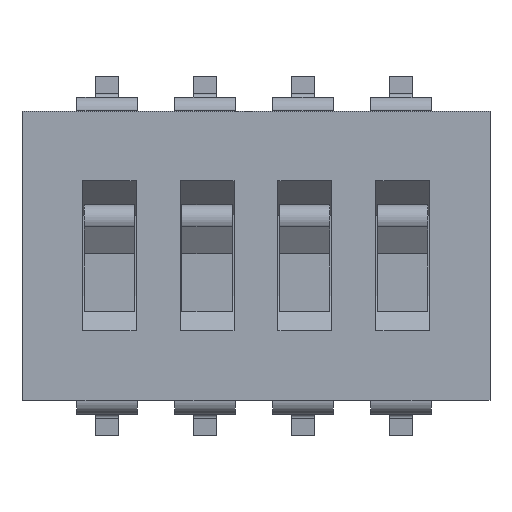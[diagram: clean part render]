
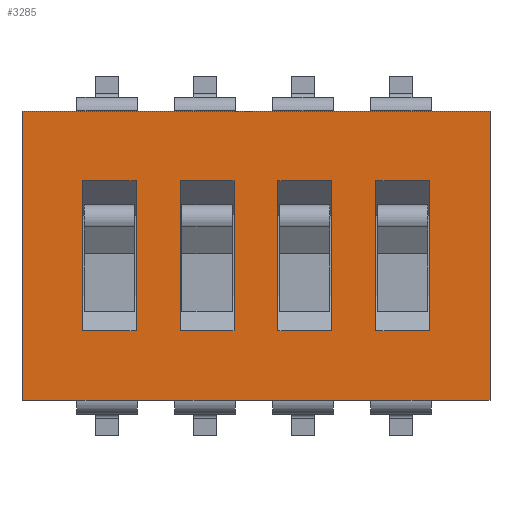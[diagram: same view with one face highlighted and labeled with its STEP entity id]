
A CAD part, top view. The second image highlights one B-rep face of the part: STEP entity #3285.
In plain terms, the highlighted planar face has unit normal (0, 0, 1).
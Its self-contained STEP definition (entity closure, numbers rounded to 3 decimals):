
#134=DIRECTION('',(0.,-1.,0.));
#135=VECTOR('',#134,7.5);
#136=CARTESIAN_POINT('',(-6.071,3.75,0.));
#137=LINE('',#136,#135);
#138=DIRECTION('',(-1.,0.,0.));
#139=VECTOR('',#138,12.141);
#140=CARTESIAN_POINT('',(6.071,3.75,0.));
#141=LINE('',#140,#139);
#142=DIRECTION('',(0.,1.,0.));
#143=VECTOR('',#142,7.5);
#144=CARTESIAN_POINT('',(6.071,-3.75,0.));
#145=LINE('',#144,#143);
#146=DIRECTION('',(1.,0.,0.));
#147=VECTOR('',#146,12.141);
#148=CARTESIAN_POINT('',(-6.071,-3.75,0.));
#149=LINE('',#148,#147);
#150=DIRECTION('',(1.,0.,0.));
#151=VECTOR('',#150,1.4);
#152=CARTESIAN_POINT('',(-4.511,1.95,0.));
#153=LINE('',#152,#151);
#154=DIRECTION('',(-1.,0.,0.));
#155=VECTOR('',#154,1.4);
#156=CARTESIAN_POINT('',(-3.111,-1.95,0.));
#157=LINE('',#156,#155);
#158=DIRECTION('',(1.,0.,0.));
#159=VECTOR('',#158,1.4);
#160=CARTESIAN_POINT('',(-1.971,1.95,0.));
#161=LINE('',#160,#159);
#162=DIRECTION('',(-1.,0.,0.));
#163=VECTOR('',#162,1.4);
#164=CARTESIAN_POINT('',(-0.571,-1.95,0.));
#165=LINE('',#164,#163);
#166=DIRECTION('',(1.,0.,0.));
#167=VECTOR('',#166,1.4);
#168=CARTESIAN_POINT('',(0.569,1.95,0.));
#169=LINE('',#168,#167);
#170=DIRECTION('',(-1.,0.,0.));
#171=VECTOR('',#170,1.4);
#172=CARTESIAN_POINT('',(1.969,-1.95,0.));
#173=LINE('',#172,#171);
#174=DIRECTION('',(1.,0.,0.));
#175=VECTOR('',#174,1.4);
#176=CARTESIAN_POINT('',(3.109,1.95,0.));
#177=LINE('',#176,#175);
#178=DIRECTION('',(-1.,0.,0.));
#179=VECTOR('',#178,1.4);
#180=CARTESIAN_POINT('',(4.509,-1.95,0.));
#181=LINE('',#180,#179);
#1886=DIRECTION('',(0.,-1.,0.));
#1887=VECTOR('',#1886,3.9);
#1888=CARTESIAN_POINT('',(-3.111,1.95,0.));
#1889=LINE('',#1888,#1887);
#1967=DIRECTION('',(0.,1.,0.));
#1968=VECTOR('',#1967,3.9);
#1969=CARTESIAN_POINT('',(-4.511,-1.95,0.));
#1970=LINE('',#1969,#1968);
#2032=DIRECTION('',(0.,1.,0.));
#2033=VECTOR('',#2032,3.9);
#2034=CARTESIAN_POINT('',(-1.971,-1.95,0.));
#2035=LINE('',#2034,#2033);
#2117=DIRECTION('',(0.,-1.,0.));
#2118=VECTOR('',#2117,3.9);
#2119=CARTESIAN_POINT('',(-0.571,1.95,0.));
#2120=LINE('',#2119,#2118);
#2186=DIRECTION('',(0.,1.,0.));
#2187=VECTOR('',#2186,3.9);
#2188=CARTESIAN_POINT('',(0.569,-1.95,0.));
#2189=LINE('',#2188,#2187);
#2271=DIRECTION('',(0.,-1.,0.));
#2272=VECTOR('',#2271,3.9);
#2273=CARTESIAN_POINT('',(1.969,1.95,0.));
#2274=LINE('',#2273,#2272);
#2340=DIRECTION('',(0.,1.,0.));
#2341=VECTOR('',#2340,3.9);
#2342=CARTESIAN_POINT('',(3.109,-1.95,0.));
#2343=LINE('',#2342,#2341);
#2425=DIRECTION('',(0.,-1.,0.));
#2426=VECTOR('',#2425,3.9);
#2427=CARTESIAN_POINT('',(4.509,1.95,0.));
#2428=LINE('',#2427,#2426);
#2486=CARTESIAN_POINT('',(-6.071,3.75,0.));
#2487=CARTESIAN_POINT('',(-6.071,-3.75,0.));
#2488=VERTEX_POINT('',#2486);
#2489=VERTEX_POINT('',#2487);
#2490=CARTESIAN_POINT('',(6.071,-3.75,0.));
#2491=VERTEX_POINT('',#2490);
#2492=CARTESIAN_POINT('',(6.071,3.75,0.));
#2493=VERTEX_POINT('',#2492);
#2506=CARTESIAN_POINT('',(-4.511,1.95,0.));
#2507=CARTESIAN_POINT('',(-3.111,1.95,0.));
#2508=VERTEX_POINT('',#2506);
#2509=VERTEX_POINT('',#2507);
#2510=CARTESIAN_POINT('',(-3.111,-1.95,0.));
#2511=CARTESIAN_POINT('',(-4.511,-1.95,0.));
#2512=VERTEX_POINT('',#2510);
#2513=VERTEX_POINT('',#2511);
#2619=CARTESIAN_POINT('',(-1.971,1.95,0.));
#2621=VERTEX_POINT('',#2619);
#2622=CARTESIAN_POINT('',(-0.571,1.95,0.));
#2624=VERTEX_POINT('',#2622);
#2627=CARTESIAN_POINT('',(-0.571,-1.95,0.));
#2629=VERTEX_POINT('',#2627);
#2630=CARTESIAN_POINT('',(-1.971,-1.95,0.));
#2632=VERTEX_POINT('',#2630);
#2671=CARTESIAN_POINT('',(0.569,1.95,0.));
#2673=VERTEX_POINT('',#2671);
#2674=CARTESIAN_POINT('',(1.969,1.95,0.));
#2676=VERTEX_POINT('',#2674);
#2679=CARTESIAN_POINT('',(1.969,-1.95,0.));
#2681=VERTEX_POINT('',#2679);
#2682=CARTESIAN_POINT('',(0.569,-1.95,0.));
#2684=VERTEX_POINT('',#2682);
#3059=CARTESIAN_POINT('',(3.109,1.95,0.));
#3061=VERTEX_POINT('',#3059);
#3062=CARTESIAN_POINT('',(4.509,1.95,0.));
#3064=VERTEX_POINT('',#3062);
#3067=CARTESIAN_POINT('',(4.509,-1.95,0.));
#3069=VERTEX_POINT('',#3067);
#3070=CARTESIAN_POINT('',(3.109,-1.95,0.));
#3072=VERTEX_POINT('',#3070);
#3230=CARTESIAN_POINT('',(0.,0.,0.));
#3231=DIRECTION('',(0.,0.,1.));
#3232=DIRECTION('',(1.,0.,0.));
#3233=AXIS2_PLACEMENT_3D('',#3230,#3231,#3232);
#3234=PLANE('',#3233);
#3236=ORIENTED_EDGE('',*,*,#3235,.F.);
#3238=ORIENTED_EDGE('',*,*,#3237,.F.);
#3240=ORIENTED_EDGE('',*,*,#3239,.F.);
#3242=ORIENTED_EDGE('',*,*,#3241,.F.);
#3243=EDGE_LOOP('',(#3236,#3238,#3240,#3242));
#3244=FACE_OUTER_BOUND('',#3243,.F.);
#3246=ORIENTED_EDGE('',*,*,#3245,.F.);
#3248=ORIENTED_EDGE('',*,*,#3247,.F.);
#3250=ORIENTED_EDGE('',*,*,#3249,.F.);
#3252=ORIENTED_EDGE('',*,*,#3251,.F.);
#3253=EDGE_LOOP('',(#3246,#3248,#3250,#3252));
#3254=FACE_BOUND('',#3253,.F.);
#3256=ORIENTED_EDGE('',*,*,#3255,.F.);
#3258=ORIENTED_EDGE('',*,*,#3257,.F.);
#3260=ORIENTED_EDGE('',*,*,#3259,.F.);
#3262=ORIENTED_EDGE('',*,*,#3261,.F.);
#3263=EDGE_LOOP('',(#3256,#3258,#3260,#3262));
#3264=FACE_BOUND('',#3263,.F.);
#3266=ORIENTED_EDGE('',*,*,#3265,.F.);
#3268=ORIENTED_EDGE('',*,*,#3267,.F.);
#3270=ORIENTED_EDGE('',*,*,#3269,.F.);
#3272=ORIENTED_EDGE('',*,*,#3271,.F.);
#3273=EDGE_LOOP('',(#3266,#3268,#3270,#3272));
#3274=FACE_BOUND('',#3273,.F.);
#3276=ORIENTED_EDGE('',*,*,#3275,.F.);
#3278=ORIENTED_EDGE('',*,*,#3277,.F.);
#3280=ORIENTED_EDGE('',*,*,#3279,.F.);
#3282=ORIENTED_EDGE('',*,*,#3281,.F.);
#3283=EDGE_LOOP('',(#3276,#3278,#3280,#3282));
#3284=FACE_BOUND('',#3283,.F.);
#3235=EDGE_CURVE('',#2488,#2489,#137,.T.);
#3237=EDGE_CURVE('',#2493,#2488,#141,.T.);
#3239=EDGE_CURVE('',#2491,#2493,#145,.T.);
#3241=EDGE_CURVE('',#2489,#2491,#149,.T.);
#3245=EDGE_CURVE('',#2508,#2509,#153,.T.);
#3247=EDGE_CURVE('',#2513,#2508,#1970,.T.);
#3249=EDGE_CURVE('',#2512,#2513,#157,.T.);
#3251=EDGE_CURVE('',#2509,#2512,#1889,.T.);
#3255=EDGE_CURVE('',#2621,#2624,#161,.T.);
#3257=EDGE_CURVE('',#2632,#2621,#2035,.T.);
#3259=EDGE_CURVE('',#2629,#2632,#165,.T.);
#3261=EDGE_CURVE('',#2624,#2629,#2120,.T.);
#3265=EDGE_CURVE('',#2673,#2676,#169,.T.);
#3267=EDGE_CURVE('',#2684,#2673,#2189,.T.);
#3269=EDGE_CURVE('',#2681,#2684,#173,.T.);
#3271=EDGE_CURVE('',#2676,#2681,#2274,.T.);
#3275=EDGE_CURVE('',#3061,#3064,#177,.T.);
#3277=EDGE_CURVE('',#3072,#3061,#2343,.T.);
#3279=EDGE_CURVE('',#3069,#3072,#181,.T.);
#3281=EDGE_CURVE('',#3064,#3069,#2428,.T.);
#3285=ADVANCED_FACE('',(#3244,#3254,#3264,#3274,#3284),#3234,.T.);
